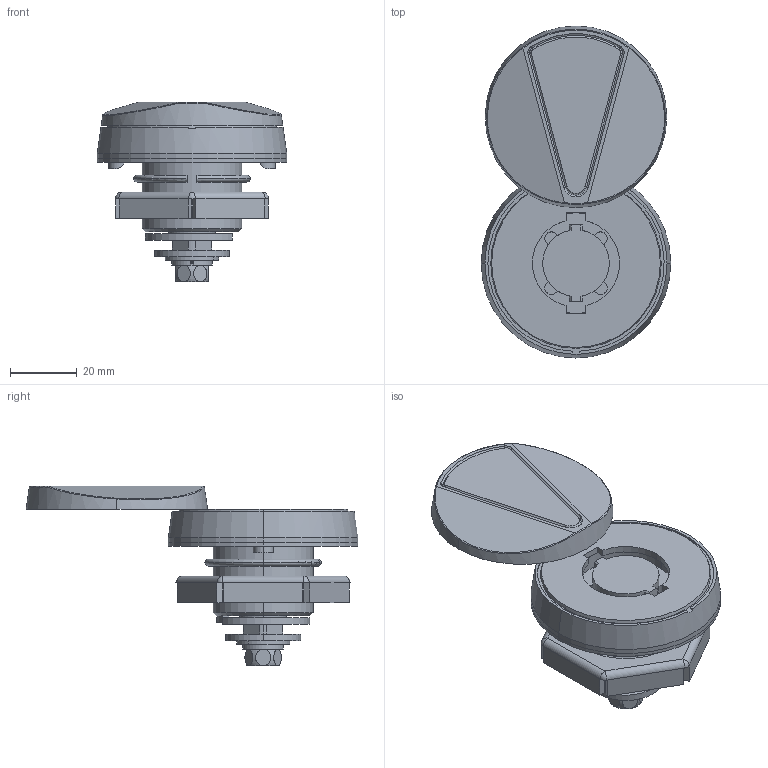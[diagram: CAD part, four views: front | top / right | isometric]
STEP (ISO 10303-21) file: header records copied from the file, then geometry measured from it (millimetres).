
FILE_DESCRIPTION (( 'STEP AP203' ), '1' );
FILE_NAME ('A-1314-1.STEP', '2016-12-02T04:47:20', ( '' ), ( '' ), 'SwSTEP 2.0', 'SolidWorks 2014', '' );
FILE_SCHEMA (( 'CONFIG_CONTROL_DESIGN' ));
Length unit declared in the file: millimetre
Products named in the file (12): A-1314-1ローター_; A-1314-1僗儁乕僒乕_; A-1314-1パッキン_; A-1314-1平座金_; A-1314-1キャップ_; 廫帤寠晅偒榋妏儃儖僩M6_M6亊14; A-1314-1儕儞僌儚僢僔儍乕_; A-1314-1; A-1314-1本体_; A-1314-1六角ナット_; スプリングワッシャーM6_JIS B 1251 No.2 6; A-1314-1僗僩僢僷乕_
Assembly tree (11 placements, depth 2):
  A-1314-1
    A-1314-1本体_
    A-1314-1ローター_
    A-1314-1キャップ_
    A-1314-1六角ナット_
    A-1314-1パッキン_
    A-1314-1儕儞僌儚僢僔儍乕_
    A-1314-1僗僩僢僷乕_
    A-1314-1僗儁乕僒乕_
    廫帤寠晅偒榋妏儃儖僩M6_M6亊14
    スプリングワッシャーM6_JIS B 1251 No.2 6
    A-1314-1平座金_
Bounding box: 57 x 99.8 x 54 mm (x, y, z)
Volume: 46809.4 mm3; surface area: 35032.1 mm2
Topology: 11 solids, 11 shells, 414 faces, 965 edges, 589 vertices
Faces by surface type: plane 177, cylinder 126, torus 40, cone 32, sphere 25, bspline 14
Entity records: 13832 total; most frequent: CARTESIAN_POINT 3084, DIRECTION 2104, ORIENTED_EDGE 1898, EDGE_CURVE 949, AXIS2_PLACEMENT_3D 833, VERTEX_POINT 587, EDGE_LOOP 458, LINE 438
